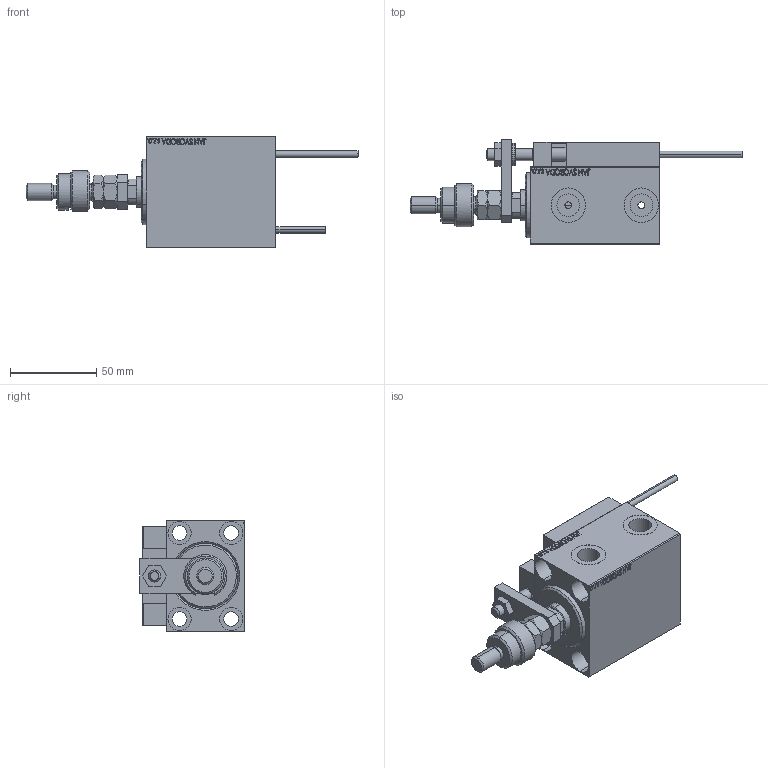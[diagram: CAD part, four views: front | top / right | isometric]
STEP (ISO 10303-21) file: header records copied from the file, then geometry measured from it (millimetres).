
FILE_DESCRIPTION (( 'STEP AP203' ), '1' );
FILE_NAME ('61fd.STEP', '2022-04-17T11:45:15', ( '' ), ( '' ), 'SwSTEP 2.0', 'SolidWorks 2019', '' );
FILE_SCHEMA (( 'CONFIG_CONTROL_DESIGN' ));
Length unit declared in the file: millimetre
Products named in the file (18): KONCOVKA c36da397aa28a5fe861256251b37d293; 61fd; TYC_L79 c36da397aa28a5fe861256251b37d293; ALLEN BOLT D8 c36da397aa28a5fe861256251b37d293; MFA c36da397aa28a5fe861256251b37d293; FEMALE_PART_FOR_DFA c36da397aa28a5fe861256251b37d293; V450CM_VC_B c36da397aa28a5fe861256251b37d293; Block c36da397aa28a5fe861256251b37d293; V450CM_C_Body c36da397aa28a5fe861256251b37d293; X_Y_DFA c36da397aa28a5fe861256251b37d293; NUT_D12 c36da397aa28a5fe861256251b37d293; SWITCH_X_FRONT_BACK c36da397aa28a5fe861256251b37d293; V450CM_C_VCP c36da397aa28a5fe861256251b37d293; SWITCH DIM B,W c36da397aa28a5fe861256251b37d293; MAGNET c36da397aa28a5fe861256251b37d293; ZARAZKA c36da397aa28a5fe861256251b37d293; ALLEN BOLT D5 c36da397aa28a5fe861256251b37d293; SWITCH X c36da397aa28a5fe861256251b37d293
Assembly tree (27 placements, depth 3):
  61fd
    V450CM_C_Body c36da397aa28a5fe861256251b37d293
    SWITCH X c36da397aa28a5fe861256251b37d293
      SWITCH_X_FRONT_BACK c36da397aa28a5fe861256251b37d293  x2
      TYC_L79 c36da397aa28a5fe861256251b37d293
      Block c36da397aa28a5fe861256251b37d293  x2
      ALLEN BOLT D5 c36da397aa28a5fe861256251b37d293  x4
      ALLEN BOLT D8 c36da397aa28a5fe861256251b37d293  x4
      MAGNET c36da397aa28a5fe861256251b37d293  x2
      KONCOVKA c36da397aa28a5fe861256251b37d293  x2
    NUT_D12 c36da397aa28a5fe861256251b37d293
    SWITCH DIM B,W c36da397aa28a5fe861256251b37d293
    ZARAZKA c36da397aa28a5fe861256251b37d293
    V450CM_C_VCP c36da397aa28a5fe861256251b37d293
    V450CM_VC_B c36da397aa28a5fe861256251b37d293
    X_Y_DFA c36da397aa28a5fe861256251b37d293
      FEMALE_PART_FOR_DFA c36da397aa28a5fe861256251b37d293
      MFA c36da397aa28a5fe861256251b37d293
Bounding box: 193 x 60.5 x 65 mm (x, y, z)
Volume: 243335.5 mm3; surface area: 75710.1 mm2
Topology: 25 solids, 25 shells, 1381 faces, 3282 edges, 2087 vertices
Faces by surface type: plane 592, bspline 380, cylinder 211, cone 146, torus 48, sphere 4
Entity records: 53492 total; most frequent: CARTESIAN_POINT 26793, ORIENTED_EDGE 5584, DIRECTION 3914, EDGE_CURVE 2792, VERTEX_POINT 1811, LINE 1554, VECTOR 1554, EDGE_LOOP 1301
